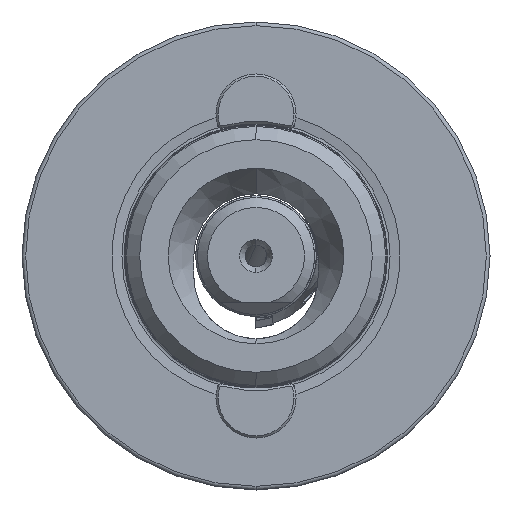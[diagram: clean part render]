
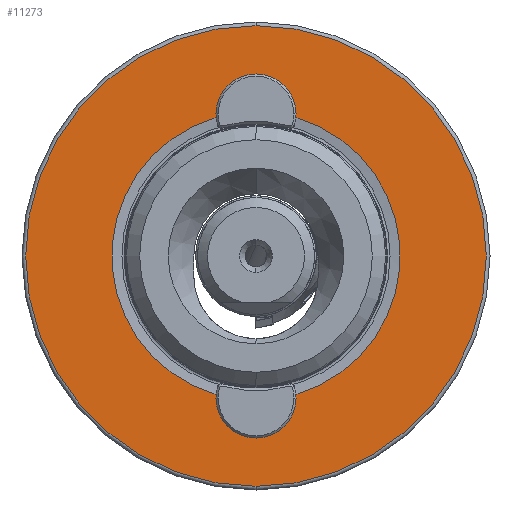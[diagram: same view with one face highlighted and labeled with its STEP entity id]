
A CAD part, left-side view. The second image highlights one B-rep face of the part: STEP entity #11273.
In plain terms, the highlighted planar face has unit normal (-1, 0, 0).
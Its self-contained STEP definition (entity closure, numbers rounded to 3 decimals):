
#19 = VERTEX_POINT ( 'NONE', #4819 ) ;
#150 = EDGE_CURVE ( 'NONE', #12333, #19, #3854, .T. ) ;
#294 = ORIENTED_EDGE ( 'NONE', *, *, #150, .F. ) ;
#412 = AXIS2_PLACEMENT_3D ( 'NONE', #472, #12611, #9655 ) ;
#472 = CARTESIAN_POINT ( 'NONE',  ( 0., 0., -19.715 ) ) ;
#524 = DIRECTION ( 'NONE',  ( 0., 0., 1. ) ) ;
#668 = EDGE_CURVE ( 'NONE', #2156, #10591, #8443, .T. ) ;
#934 = CARTESIAN_POINT ( 'NONE',  ( 0., -2.305, -19.58 ) ) ;
#1002 = CIRCLE ( 'NONE', #11294, 19.715 ) ;
#1027 = ORIENTED_EDGE ( 'NONE', *, *, #9760, .F. ) ;
#1060 = EDGE_CURVE ( 'NONE', #9843, #12333, #4499, .T. ) ;
#1235 = CARTESIAN_POINT ( 'NONE',  ( 0., 0., 24.5 ) ) ;
#1442 = CIRCLE ( 'NONE', #2836, 31.5 ) ;
#1508 = CARTESIAN_POINT ( 'NONE',  ( 0., 0., 21.5 ) ) ;
#1534 = CARTESIAN_POINT ( 'NONE',  ( 0., 0., 0. ) ) ;
#1705 = AXIS2_PLACEMENT_3D ( 'NONE', #9240, #3160, #10276 ) ;
#1817 = AXIS2_PLACEMENT_3D ( 'NONE', #1508, #5650, #2530 ) ;
#2156 = VERTEX_POINT ( 'NONE', #3690 ) ;
#2411 = CARTESIAN_POINT ( 'NONE',  ( 0., 0., 0. ) ) ;
#2479 = CARTESIAN_POINT ( 'NONE',  ( 0., 0., 31.5 ) ) ;
#2488 = CARTESIAN_POINT ( 'NONE',  ( 0., 0., 0. ) ) ;
#2530 = DIRECTION ( 'NONE',  ( 0., 0., 1. ) ) ;
#2548 = DIRECTION ( 'NONE',  ( 0., 0., 1. ) ) ;
#2664 = FACE_BOUND ( 'NONE', #8015, .T. ) ;
#2836 = AXIS2_PLACEMENT_3D ( 'NONE', #1534, #8657, #2548 ) ;
#3160 = DIRECTION ( 'NONE',  ( -1., 0., 0. ) ) ;
#3470 = DIRECTION ( 'NONE',  ( 0., 0., 1. ) ) ;
#3526 = DIRECTION ( 'NONE',  ( 0., 0., 1. ) ) ;
#3577 = AXIS2_PLACEMENT_3D ( 'NONE', #2488, #9617, #3526 ) ;
#3642 = VERTEX_POINT ( 'NONE', #2479 ) ;
#3663 = EDGE_CURVE ( 'NONE', #10591, #9843, #1002, .T. ) ;
#3690 = CARTESIAN_POINT ( 'NONE',  ( 0., 0., -24.5 ) ) ;
#3854 = CIRCLE ( 'NONE', #1817, 3. ) ;
#4499 = CIRCLE ( 'NONE', #1705, 3. ) ;
#4739 = CIRCLE ( 'NONE', #3577, 19.715 ) ;
#4793 = CIRCLE ( 'NONE', #11266, 31.5 ) ;
#4819 = CARTESIAN_POINT ( 'NONE',  ( 0., 2.305, 19.58 ) ) ;
#4842 = CIRCLE ( 'NONE', #10488, 3. ) ;
#5097 = EDGE_CURVE ( 'NONE', #11583, #2156, #4842, .T. ) ;
#5650 = DIRECTION ( 'NONE',  ( -1., 0., 0. ) ) ;
#6028 = DIRECTION ( 'NONE',  ( -1., 0., 0. ) ) ;
#6311 = AXIS2_PLACEMENT_3D ( 'NONE', #7085, #13198, #9209 ) ;
#6349 = ORIENTED_EDGE ( 'NONE', *, *, #1060, .F. ) ;
#6647 = DIRECTION ( 'NONE',  ( -1., 0., 0. ) ) ;
#6905 = ORIENTED_EDGE ( 'NONE', *, *, #6928, .T. ) ;
#6928 = EDGE_CURVE ( 'NONE', #12760, #3642, #4793, .T. ) ;
#7000 = EDGE_CURVE ( 'NONE', #3642, #12760, #1442, .T. ) ;
#7085 = CARTESIAN_POINT ( 'NONE',  ( 0., 0., -21.5 ) ) ;
#7760 = ORIENTED_EDGE ( 'NONE', *, *, #668, .F. ) ;
#7883 = EDGE_LOOP ( 'NONE', ( #13080, #6905 ) ) ;
#8015 = EDGE_LOOP ( 'NONE', ( #1027, #294, #6349, #8764, #7760, #11699 ) ) ;
#8443 = CIRCLE ( 'NONE', #6311, 3. ) ;
#8613 = PLANE ( 'NONE',  #412 ) ;
#8657 = DIRECTION ( 'NONE',  ( -1., 0., 0. ) ) ;
#8764 = ORIENTED_EDGE ( 'NONE', *, *, #3663, .F. ) ;
#9209 = DIRECTION ( 'NONE',  ( 0., 0., 1. ) ) ;
#9240 = CARTESIAN_POINT ( 'NONE',  ( 0., 0., 21.5 ) ) ;
#9542 = DIRECTION ( 'NONE',  ( -1., 0., 0. ) ) ;
#9617 = DIRECTION ( 'NONE',  ( -1., 0., 0. ) ) ;
#9655 = DIRECTION ( 'NONE',  ( 0., 0., -1. ) ) ;
#9760 = EDGE_CURVE ( 'NONE', #19, #11583, #4739, .T. ) ;
#9843 = VERTEX_POINT ( 'NONE', #10779 ) ;
#10276 = DIRECTION ( 'NONE',  ( 0., 0., 1. ) ) ;
#10471 = FACE_OUTER_BOUND ( 'NONE', #7883, .T. ) ;
#10488 = AXIS2_PLACEMENT_3D ( 'NONE', #12111, #6028, #13139 ) ;
#10591 = VERTEX_POINT ( 'NONE', #934 ) ;
#10779 = CARTESIAN_POINT ( 'NONE',  ( 0., -2.305, 19.58 ) ) ;
#11266 = AXIS2_PLACEMENT_3D ( 'NONE', #2411, #9542, #3470 ) ;
#11273 = ADVANCED_FACE ( 'NONE', ( #2664, #10471 ), #8613, .F. ) ;
#11294 = AXIS2_PLACEMENT_3D ( 'NONE', #12710, #6647, #524 ) ;
#11303 = CARTESIAN_POINT ( 'NONE',  ( 0., 2.305, -19.58 ) ) ;
#11583 = VERTEX_POINT ( 'NONE', #11303 ) ;
#11699 = ORIENTED_EDGE ( 'NONE', *, *, #5097, .F. ) ;
#12111 = CARTESIAN_POINT ( 'NONE',  ( 0., 0., -21.5 ) ) ;
#12333 = VERTEX_POINT ( 'NONE', #1235 ) ;
#12611 = DIRECTION ( 'NONE',  ( 1., 0., 0. ) ) ;
#12710 = CARTESIAN_POINT ( 'NONE',  ( 0., 0., 0. ) ) ;
#12760 = VERTEX_POINT ( 'NONE', #13177 ) ;
#13080 = ORIENTED_EDGE ( 'NONE', *, *, #7000, .T. ) ;
#13139 = DIRECTION ( 'NONE',  ( 0., 0., 1. ) ) ;
#13177 = CARTESIAN_POINT ( 'NONE',  ( 0., 0., -31.5 ) ) ;
#13198 = DIRECTION ( 'NONE',  ( -1., 0., 0. ) ) ;
